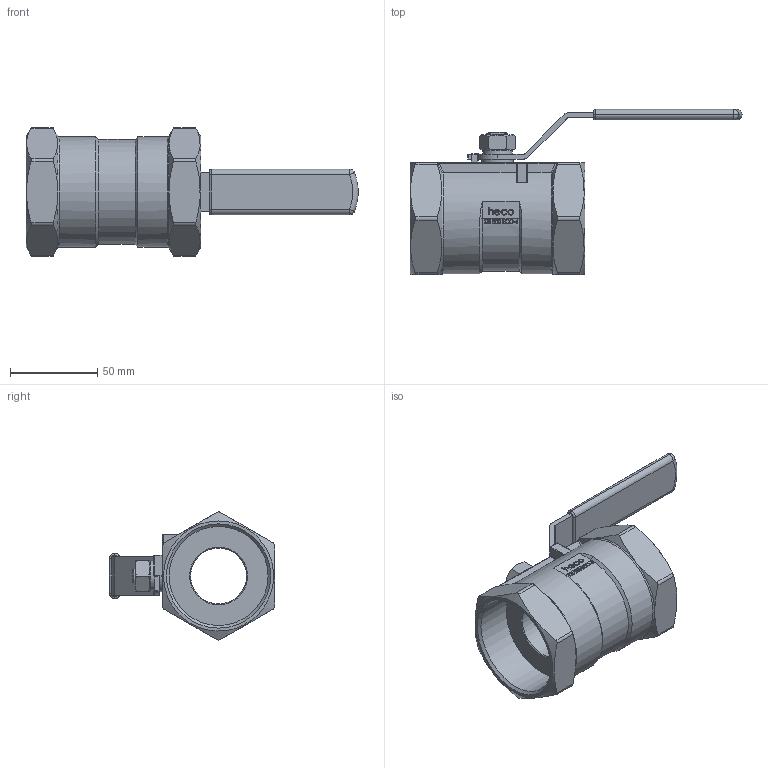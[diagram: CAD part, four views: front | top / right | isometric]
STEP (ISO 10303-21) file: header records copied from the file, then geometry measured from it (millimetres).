
FILE_DESCRIPTION (( 'STEP AP214' ), '1' );
FILE_NAME ('KU-200-ECO-4 Kugelhahn 1309.STEP', '2013-09-24T07:17:07', ( 'test' ), ( '' ), 'SwSTEP 2.0', 'SolidWorks 2011', '' );
FILE_SCHEMA (( 'AUTOMOTIVE_DESIGN' ));
Length unit declared in the file: millimetre
Products named in the file (1): KU-200-ECO-4 Kugelhahn 1309
Bounding box: 189.91 x 94.4 x 73.28 mm (x, y, z)
Volume: 186293.2 mm3; surface area: 50367.5 mm2
Topology: 2 solids, 2 shells, 580 faces, 1481 edges, 937 vertices
Faces by surface type: plane 237, bspline 178, cylinder 96, cone 36, torus 23, sphere 10
Full cylindrical faces by diameter (mm): 17 x1, 18 x1, 32 x1, 56.654 x2
Entity records: 32637 total; most frequent: CARTESIAN_POINT 13677, ORIENTED_EDGE 2900, DIRECTION 2021, EDGE_CURVE 1450, VERTEX_POINT 932, VECTOR 713, LINE 713, AXIS2_PLACEMENT_3D 654
